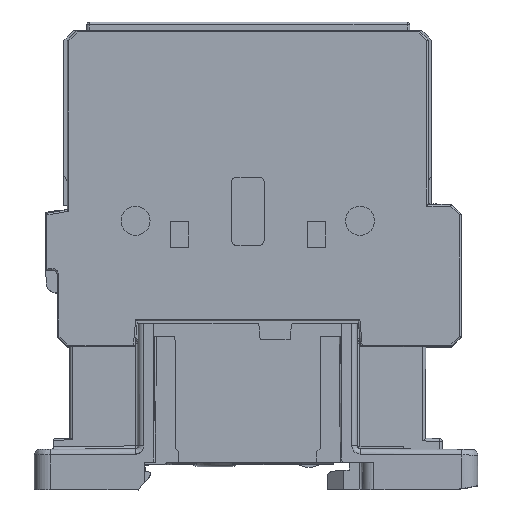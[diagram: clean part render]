
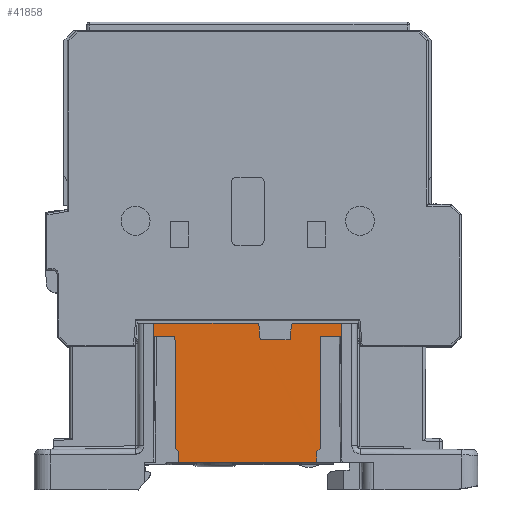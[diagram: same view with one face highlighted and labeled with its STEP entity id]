
A CAD part, top view. The second image highlights one B-rep face of the part: STEP entity #41858.
In plain terms, the highlighted planar face has unit normal (0, -0.009, 1).
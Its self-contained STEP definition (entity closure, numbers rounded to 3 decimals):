
#23555=DIRECTION('',(1.,0.,0.));
#23556=VECTOR('',#23555,25.203);
#23557=CARTESIAN_POINT('',(36.992,16.168,4.139));
#23558=LINE('',#23557,#23556);
#26592=CARTESIAN_POINT('',(51.633,41.112,4.355));
#26593=CARTESIAN_POINT('',(51.628,41.176,4.356));
#26594=CARTESIAN_POINT('',(51.594,41.293,4.357));
#26595=CARTESIAN_POINT('',(51.481,41.445,4.358));
#26596=CARTESIAN_POINT('',(51.319,41.545,4.359));
#26597=CARTESIAN_POINT('',(51.2,41.568,4.359));
#26598=CARTESIAN_POINT('',(51.135,41.568,4.359));
#26616=DIRECTION('',(1.,0.,0.));
#26617=VECTOR('',#26616,18.732);
#26618=CARTESIAN_POINT('',(32.403,41.568,4.359));
#26619=LINE('',#26618,#26617);
#26620=DIRECTION('',(0.087,-0.996,-0.009));
#26621=VECTOR('',#26620,2.553);
#26622=CARTESIAN_POINT('',(51.633,41.112,4.355));
#26623=LINE('',#26622,#26621);
#26624=DIRECTION('',(0.087,0.996,0.009));
#26625=VECTOR('',#26624,2.553);
#26626=CARTESIAN_POINT('',(57.331,38.568,4.333));
#26627=LINE('',#26626,#26625);
#26628=DIRECTION('',(1.,0.,0.));
#26629=VECTOR('',#26628,8.733);
#26630=CARTESIAN_POINT('',(58.051,41.568,4.359));
#26631=LINE('',#26630,#26629);
#26632=DIRECTION('',(0.,-1.,-0.009));
#26633=VECTOR('',#26632,23.456);
#26634=CARTESIAN_POINT('',(66.784,41.568,4.359));
#26635=LINE('',#26634,#26633);
#26636=DIRECTION('',(-0.01,1.,0.009));
#26637=VECTOR('',#26636,21.057);
#26638=CARTESIAN_POINT('',(66.784,18.113,4.154));
#26639=LINE('',#26638,#26637);
#26640=DIRECTION('',(-0.707,-0.707,-0.007));
#26641=VECTOR('',#26640,0.855);
#26642=CARTESIAN_POINT('',(62.804,18.679,4.159));
#26643=LINE('',#26642,#26641);
#26644=DIRECTION('',(-0.707,0.707,0.007));
#26645=VECTOR('',#26644,0.855);
#26646=CARTESIAN_POINT('',(36.987,18.074,4.153));
#26647=LINE('',#26646,#26645);
#26648=DIRECTION('',(-0.01,-1.,-0.009));
#26649=VECTOR('',#26648,21.057);
#26650=CARTESIAN_POINT('',(32.616,39.168,4.338));
#26651=LINE('',#26650,#26649);
#26660=DIRECTION('',(0.,-1.,-0.009));
#26661=VECTOR('',#26660,23.456);
#26662=CARTESIAN_POINT('',(32.403,41.568,4.359));
#26663=LINE('',#26662,#26661);
#26710=DIRECTION('',(1.,0.,0.));
#26711=VECTOR('',#26710,3.677);
#26712=CARTESIAN_POINT('',(32.616,39.168,4.338));
#26713=LINE('',#26712,#26711);
#26726=DIRECTION('',(0.004,-1.,-0.009));
#26727=VECTOR('',#26726,20.49);
#26728=CARTESIAN_POINT('',(36.293,39.168,4.338));
#26729=LINE('',#26728,#26727);
#26738=CARTESIAN_POINT('',(36.987,18.074,4.153));
#26739=CARTESIAN_POINT('',(36.988,17.862,4.151));
#26740=CARTESIAN_POINT('',(36.987,17.44,4.147));
#26741=CARTESIAN_POINT('',(36.992,16.803,4.145));
#26742=CARTESIAN_POINT('',(36.991,16.38,4.141));
#26743=CARTESIAN_POINT('',(36.992,16.168,4.139));
#30704=DIRECTION('',(1.,0.,0.));
#30705=VECTOR('',#30704,3.677);
#30706=CARTESIAN_POINT('',(62.893,39.168,4.338));
#30707=LINE('',#30706,#30705);
#30732=CARTESIAN_POINT('',(62.194,16.168,4.139));
#30733=CARTESIAN_POINT('',(62.195,16.38,4.141));
#30734=CARTESIAN_POINT('',(62.195,16.804,4.145));
#30735=CARTESIAN_POINT('',(62.199,17.439,4.147));
#30736=CARTESIAN_POINT('',(62.198,17.862,4.151));
#30737=CARTESIAN_POINT('',(62.199,18.074,4.153));
#30763=DIRECTION('',(0.004,1.,0.009));
#30764=VECTOR('',#30763,20.49);
#30765=CARTESIAN_POINT('',(62.804,18.679,4.159));
#30766=LINE('',#30765,#30764);
#30787=CARTESIAN_POINT('',(58.051,41.568,4.359));
#30788=CARTESIAN_POINT('',(57.987,41.568,4.359));
#30789=CARTESIAN_POINT('',(57.867,41.545,4.359));
#30790=CARTESIAN_POINT('',(57.705,41.445,4.358));
#30791=CARTESIAN_POINT('',(57.593,41.293,4.357));
#30792=CARTESIAN_POINT('',(57.559,41.176,4.356));
#30793=CARTESIAN_POINT('',(57.553,41.112,4.355));
#30807=DIRECTION('',(-1.,0.,0.));
#30808=VECTOR('',#30807,5.475);
#30809=CARTESIAN_POINT('',(57.331,38.568,4.333));
#30810=LINE('',#30809,#30808);
#35300=CARTESIAN_POINT('',(36.992,16.168,4.139));
#35301=VERTEX_POINT('',#35300);
#35302=CARTESIAN_POINT('',(62.194,16.168,4.139));
#35303=VERTEX_POINT('',#35302);
#36153=CARTESIAN_POINT('',(51.135,41.568,4.359));
#36154=VERTEX_POINT('',#36153);
#36155=CARTESIAN_POINT('',(32.403,41.568,4.359));
#36156=VERTEX_POINT('',#36155);
#36159=VERTEX_POINT('',#26592);
#36160=CARTESIAN_POINT('',(32.403,18.113,4.154));
#36161=VERTEX_POINT('',#36160);
#36162=CARTESIAN_POINT('',(51.856,38.568,4.333));
#36163=VERTEX_POINT('',#36162);
#36164=CARTESIAN_POINT('',(57.331,38.568,4.333));
#36165=VERTEX_POINT('',#36164);
#36166=CARTESIAN_POINT('',(57.553,41.112,4.355));
#36167=VERTEX_POINT('',#36166);
#36168=VERTEX_POINT('',#30787);
#36169=CARTESIAN_POINT('',(66.784,41.568,4.359));
#36170=VERTEX_POINT('',#36169);
#36171=CARTESIAN_POINT('',(66.784,18.113,4.154));
#36172=VERTEX_POINT('',#36171);
#36173=CARTESIAN_POINT('',(66.571,39.168,4.338));
#36174=VERTEX_POINT('',#36173);
#36175=CARTESIAN_POINT('',(62.893,39.168,4.338));
#36176=VERTEX_POINT('',#36175);
#36177=CARTESIAN_POINT('',(62.804,18.679,4.159));
#36178=VERTEX_POINT('',#36177);
#36179=CARTESIAN_POINT('',(62.199,18.074,4.153));
#36180=VERTEX_POINT('',#36179);
#36181=VERTEX_POINT('',#26738);
#36182=CARTESIAN_POINT('',(36.383,18.679,4.159));
#36183=VERTEX_POINT('',#36182);
#36184=CARTESIAN_POINT('',(36.293,39.168,4.338));
#36185=VERTEX_POINT('',#36184);
#36186=CARTESIAN_POINT('',(32.616,39.168,4.338));
#36187=VERTEX_POINT('',#36186);
#41814=CARTESIAN_POINT('',(49.593,28.868,4.248));
#41815=DIRECTION('',(0.,-0.009,1.));
#41816=DIRECTION('',(0.,-1.,-0.009));
#41817=AXIS2_PLACEMENT_3D('',#41814,#41815,#41816);
#41818=PLANE('',#41817);
#41820=ORIENTED_EDGE('',*,*,#41819,.F.);
#41821=ORIENTED_EDGE('',*,*,#41791,.T.);
#41822=ORIENTED_EDGE('',*,*,#41805,.F.);
#41824=ORIENTED_EDGE('',*,*,#41823,.T.);
#41826=ORIENTED_EDGE('',*,*,#41825,.F.);
#41828=ORIENTED_EDGE('',*,*,#41827,.T.);
#41830=ORIENTED_EDGE('',*,*,#41829,.F.);
#41832=ORIENTED_EDGE('',*,*,#41831,.T.);
#41834=ORIENTED_EDGE('',*,*,#41833,.T.);
#41836=ORIENTED_EDGE('',*,*,#41835,.T.);
#41838=ORIENTED_EDGE('',*,*,#41837,.F.);
#41840=ORIENTED_EDGE('',*,*,#41839,.F.);
#41842=ORIENTED_EDGE('',*,*,#41841,.T.);
#41844=ORIENTED_EDGE('',*,*,#41843,.F.);
#41845=ORIENTED_EDGE('',*,*,#38090,.F.);
#41847=ORIENTED_EDGE('',*,*,#41846,.F.);
#41849=ORIENTED_EDGE('',*,*,#41848,.T.);
#41851=ORIENTED_EDGE('',*,*,#41850,.F.);
#41853=ORIENTED_EDGE('',*,*,#41852,.F.);
#41855=ORIENTED_EDGE('',*,*,#41854,.T.);
#41856=EDGE_LOOP('',(#41820,#41821,#41822,#41824,#41826,#41828,#41830,#41832,
#41834,#41836,#41838,#41840,#41842,#41844,#41845,#41847,#41849,#41851,#41853,
#41855));
#41857=FACE_OUTER_BOUND('',#41856,.F.);
#26599=B_SPLINE_CURVE_WITH_KNOTS('',3,(#26592,#26593,#26594,#26595,#26596,
#26597,#26598),.UNSPECIFIED.,.F.,.F.,(4,1,1,1,4),(0.,0.25,0.5,0.75,
1.),.UNSPECIFIED.);
#26744=B_SPLINE_CURVE_WITH_KNOTS('',3,(#26738,#26739,#26740,#26741,#26742,
#26743),.UNSPECIFIED.,.F.,.F.,(4,1,1,4),(0.,0.333,
0.667,1.),.UNSPECIFIED.);
#30738=B_SPLINE_CURVE_WITH_KNOTS('',3,(#30732,#30733,#30734,#30735,#30736,
#30737),.UNSPECIFIED.,.F.,.F.,(4,1,1,4),(0.,0.333,
0.667,1.),.UNSPECIFIED.);
#30794=B_SPLINE_CURVE_WITH_KNOTS('',3,(#30787,#30788,#30789,#30790,#30791,
#30792,#30793),.UNSPECIFIED.,.F.,.F.,(4,1,1,1,4),(0.,0.25,0.5,0.75,
1.),.UNSPECIFIED.);
#38090=EDGE_CURVE('',#35301,#35303,#23558,.T.);
#41791=EDGE_CURVE('',#36156,#36154,#26619,.T.);
#41805=EDGE_CURVE('',#36159,#36154,#26599,.T.);
#41819=EDGE_CURVE('',#36156,#36161,#26663,.T.);
#41823=EDGE_CURVE('',#36159,#36163,#26623,.T.);
#41825=EDGE_CURVE('',#36165,#36163,#30810,.T.);
#41827=EDGE_CURVE('',#36165,#36167,#26627,.T.);
#41829=EDGE_CURVE('',#36168,#36167,#30794,.T.);
#41831=EDGE_CURVE('',#36168,#36170,#26631,.T.);
#41833=EDGE_CURVE('',#36170,#36172,#26635,.T.);
#41835=EDGE_CURVE('',#36172,#36174,#26639,.T.);
#41837=EDGE_CURVE('',#36176,#36174,#30707,.T.);
#41839=EDGE_CURVE('',#36178,#36176,#30766,.T.);
#41841=EDGE_CURVE('',#36178,#36180,#26643,.T.);
#41843=EDGE_CURVE('',#35303,#36180,#30738,.T.);
#41846=EDGE_CURVE('',#36181,#35301,#26744,.T.);
#41848=EDGE_CURVE('',#36181,#36183,#26647,.T.);
#41850=EDGE_CURVE('',#36185,#36183,#26729,.T.);
#41852=EDGE_CURVE('',#36187,#36185,#26713,.T.);
#41854=EDGE_CURVE('',#36187,#36161,#26651,.T.);
#41858=ADVANCED_FACE('',(#41857),#41818,.T.);
